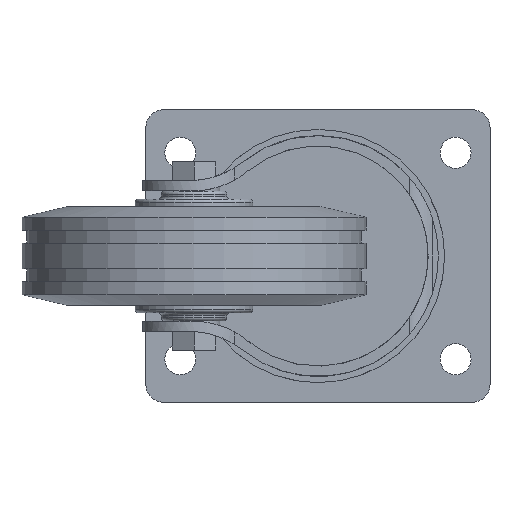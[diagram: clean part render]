
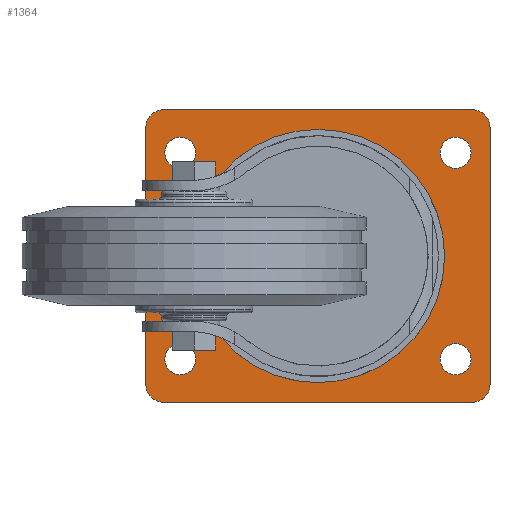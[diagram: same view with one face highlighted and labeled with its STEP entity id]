
A CAD part, front view. The second image highlights one B-rep face of the part: STEP entity #1364.
In plain terms, the highlighted planar face has unit normal (0, -1, 0).
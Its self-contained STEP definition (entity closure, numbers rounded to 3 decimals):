
#56=PLANE('',#1522);
#122=LINE('',#2307,#201);
#126=LINE('',#2319,#205);
#130=LINE('',#2331,#209);
#134=LINE('',#2362,#213);
#201=VECTOR('',#1791,1000.);
#205=VECTOR('',#1803,1000.);
#209=VECTOR('',#1815,1000.);
#213=VECTOR('',#1851,1000.);
#457=ORIENTED_EDGE('',*,*,#654,.T.);
#458=ORIENTED_EDGE('',*,*,#734,.T.);
#459=ORIENTED_EDGE('',*,*,#732,.T.);
#460=ORIENTED_EDGE('',*,*,#730,.T.);
#461=ORIENTED_EDGE('',*,*,#728,.T.);
#462=ORIENTED_EDGE('',*,*,#708,.F.);
#463=ORIENTED_EDGE('',*,*,#737,.F.);
#464=ORIENTED_EDGE('',*,*,#726,.F.);
#465=ORIENTED_EDGE('',*,*,#723,.F.);
#466=ORIENTED_EDGE('',*,*,#720,.F.);
#467=ORIENTED_EDGE('',*,*,#717,.F.);
#468=ORIENTED_EDGE('',*,*,#714,.F.);
#469=ORIENTED_EDGE('',*,*,#711,.F.);
#654=EDGE_CURVE('',#829,#829,#939,.T.);
#708=EDGE_CURVE('',#863,#864,#956,.T.);
#711=EDGE_CURVE('',#864,#866,#122,.T.);
#714=EDGE_CURVE('',#866,#868,#958,.T.);
#717=EDGE_CURVE('',#868,#870,#126,.T.);
#720=EDGE_CURVE('',#870,#872,#960,.T.);
#723=EDGE_CURVE('',#872,#874,#130,.T.);
#726=EDGE_CURVE('',#874,#876,#962,.T.);
#728=EDGE_CURVE('',#877,#877,#963,.T.);
#730=EDGE_CURVE('',#879,#879,#965,.T.);
#732=EDGE_CURVE('',#881,#881,#967,.T.);
#734=EDGE_CURVE('',#883,#883,#969,.T.);
#737=EDGE_CURVE('',#876,#863,#134,.T.);
#829=VERTEX_POINT('',#2164);
#863=VERTEX_POINT('',#2300);
#864=VERTEX_POINT('',#2302);
#866=VERTEX_POINT('',#2308);
#868=VERTEX_POINT('',#2314);
#870=VERTEX_POINT('',#2320);
#872=VERTEX_POINT('',#2326);
#874=VERTEX_POINT('',#2332);
#876=VERTEX_POINT('',#2338);
#877=VERTEX_POINT('',#2342);
#879=VERTEX_POINT('',#2347);
#881=VERTEX_POINT('',#2352);
#883=VERTEX_POINT('',#2357);
#939=CIRCLE('',#1449,36.8);
#956=CIRCLE('',#1496,5.1);
#958=CIRCLE('',#1500,5.1);
#960=CIRCLE('',#1504,5.1);
#962=CIRCLE('',#1508,5.1);
#963=CIRCLE('',#1510,4.5);
#965=CIRCLE('',#1513,4.5);
#967=CIRCLE('',#1516,4.5);
#969=CIRCLE('',#1519,4.5);
#1054=EDGE_LOOP('',(#457));
#1055=EDGE_LOOP('',(#458));
#1056=EDGE_LOOP('',(#459));
#1057=EDGE_LOOP('',(#460));
#1058=EDGE_LOOP('',(#461));
#1059=EDGE_LOOP('',(#462,#463,#464,#465,#466,#467,#468,#469));
#1199=FACE_BOUND('',#1054,.T.);
#1200=FACE_BOUND('',#1055,.T.);
#1201=FACE_BOUND('',#1056,.T.);
#1202=FACE_BOUND('',#1057,.T.);
#1203=FACE_BOUND('',#1058,.T.);
#1204=FACE_BOUND('',#1059,.T.);
#1364=ADVANCED_FACE('',(#1199,#1200,#1201,#1202,#1203,#1204),#56,.F.);
#1449=AXIS2_PLACEMENT_3D('',#2163,#1667,#1668);
#1496=AXIS2_PLACEMENT_3D('',#2301,#1785,#1786);
#1500=AXIS2_PLACEMENT_3D('',#2313,#1797,#1798);
#1504=AXIS2_PLACEMENT_3D('',#2325,#1809,#1810);
#1508=AXIS2_PLACEMENT_3D('',#2337,#1821,#1822);
#1510=AXIS2_PLACEMENT_3D('',#2341,#1826,#1827);
#1513=AXIS2_PLACEMENT_3D('',#2346,#1832,#1833);
#1516=AXIS2_PLACEMENT_3D('',#2351,#1838,#1839);
#1519=AXIS2_PLACEMENT_3D('',#2356,#1844,#1845);
#1522=AXIS2_PLACEMENT_3D('',#2363,#1852,#1853);
#1667=DIRECTION('',(0.,1.,0.));
#1668=DIRECTION('',(0.,0.,1.));
#1785=DIRECTION('',(0.,1.,0.));
#1786=DIRECTION('',(1.,0.,0.));
#1791=DIRECTION('',(0.,0.,1.));
#1797=DIRECTION('',(0.,1.,0.));
#1798=DIRECTION('',(1.,0.,0.));
#1803=DIRECTION('',(1.,0.,0.));
#1809=DIRECTION('',(0.,1.,0.));
#1810=DIRECTION('',(1.,0.,0.));
#1815=DIRECTION('',(0.,0.,-1.));
#1821=DIRECTION('',(0.,1.,0.));
#1822=DIRECTION('',(1.,0.,0.));
#1826=DIRECTION('',(0.,1.,0.));
#1827=DIRECTION('',(1.,0.,0.));
#1832=DIRECTION('',(0.,1.,0.));
#1833=DIRECTION('',(1.,0.,0.));
#1838=DIRECTION('',(0.,1.,0.));
#1839=DIRECTION('',(1.,0.,0.));
#1844=DIRECTION('',(0.,1.,0.));
#1845=DIRECTION('',(1.,0.,0.));
#1851=DIRECTION('',(-1.,0.,0.));
#1852=DIRECTION('',(0.,1.,0.));
#1853=DIRECTION('',(0.,0.,1.));
#2163=CARTESIAN_POINT('',(36.,71.888,0.));
#2164=CARTESIAN_POINT('',(36.,71.888,36.8));
#2300=CARTESIAN_POINT('',(-8.9,71.888,-42.5));
#2301=CARTESIAN_POINT('',(-8.9,71.888,-37.4));
#2302=CARTESIAN_POINT('',(-14.,71.888,-37.4));
#2307=CARTESIAN_POINT('',(-14.,71.888,-37.4));
#2308=CARTESIAN_POINT('',(-14.,71.888,37.4));
#2313=CARTESIAN_POINT('',(-8.9,71.888,37.4));
#2314=CARTESIAN_POINT('',(-8.9,71.888,42.5));
#2319=CARTESIAN_POINT('',(-8.9,71.888,42.5));
#2320=CARTESIAN_POINT('',(80.9,71.888,42.5));
#2325=CARTESIAN_POINT('',(80.9,71.888,37.4));
#2326=CARTESIAN_POINT('',(86.,71.888,37.4));
#2331=CARTESIAN_POINT('',(86.,71.888,37.4));
#2332=CARTESIAN_POINT('',(86.,71.888,-37.4));
#2337=CARTESIAN_POINT('',(80.9,71.888,-37.4));
#2338=CARTESIAN_POINT('',(80.9,71.888,-42.5));
#2341=CARTESIAN_POINT('',(76.,71.888,-30.));
#2342=CARTESIAN_POINT('',(80.5,71.888,-30.));
#2346=CARTESIAN_POINT('',(76.,71.888,30.));
#2347=CARTESIAN_POINT('',(80.5,71.888,30.));
#2351=CARTESIAN_POINT('',(-4.,71.888,-30.));
#2352=CARTESIAN_POINT('',(0.5,71.888,-30.));
#2356=CARTESIAN_POINT('',(-4.,71.888,30.));
#2357=CARTESIAN_POINT('',(0.5,71.888,30.));
#2362=CARTESIAN_POINT('',(80.9,71.888,-42.5));
#2363=CARTESIAN_POINT('',(-8.9,71.888,-37.4));
